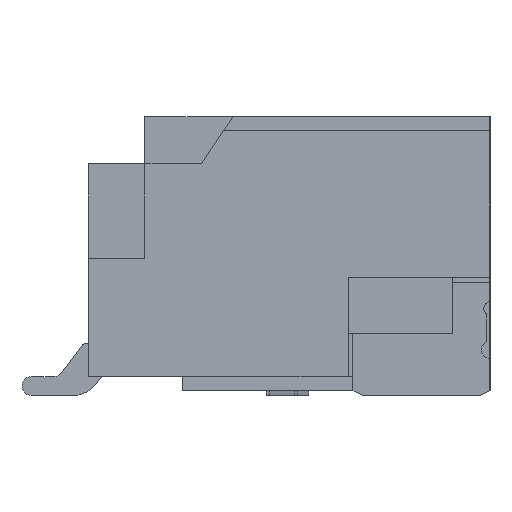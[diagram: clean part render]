
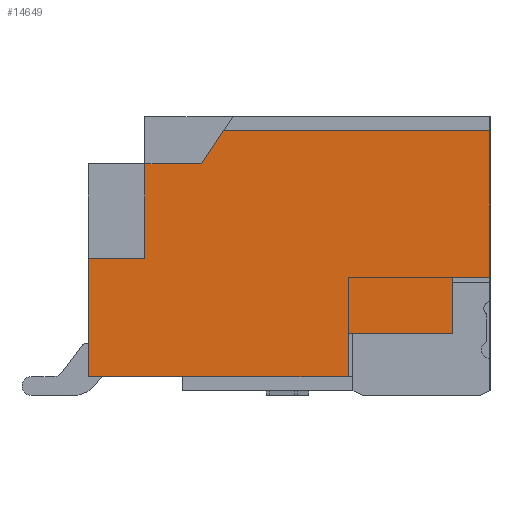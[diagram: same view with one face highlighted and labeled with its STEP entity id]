
A CAD part, left-side view. The second image highlights one B-rep face of the part: STEP entity #14649.
In plain terms, the highlighted planar face has unit normal (-1, 0, 0).
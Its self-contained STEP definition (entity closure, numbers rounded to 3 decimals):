
#405=PLANE('',#15522);
#1024=FACE_OUTER_BOUND('',#1790,.T.);
#1790=EDGE_LOOP('',(#11120,#11121,#11122,#11123,#11124,#11125,#11126,#11127,
#11128,#11129,#11130,#11131));
#3208=LINE('',#21553,#4893);
#3212=LINE('',#21561,#4897);
#3215=LINE('',#21567,#4900);
#3416=LINE('',#21966,#5101);
#3418=LINE('',#21972,#5103);
#3424=LINE('',#21984,#5109);
#3426=LINE('',#21987,#5111);
#3431=LINE('',#21997,#5116);
#3433=LINE('',#22002,#5118);
#3437=LINE('',#22010,#5122);
#3438=LINE('',#22011,#5123);
#3439=LINE('',#22012,#5124);
#4893=VECTOR('',#17565,1.);
#4897=VECTOR('',#17571,1.);
#4900=VECTOR('',#17576,1.);
#5101=VECTOR('',#17911,1.);
#5103=VECTOR('',#17915,1.);
#5109=VECTOR('',#17925,1.);
#5111=VECTOR('',#17929,1.);
#5116=VECTOR('',#17938,1.);
#5118=VECTOR('',#17942,1.);
#5122=VECTOR('',#17948,1.);
#5123=VECTOR('',#17949,1.);
#5124=VECTOR('',#17950,1.);
#6424=VERTEX_POINT('',#21550);
#6425=VERTEX_POINT('',#21552);
#6428=VERTEX_POINT('',#21560);
#6430=VERTEX_POINT('',#21566);
#6561=VERTEX_POINT('',#21964);
#6562=VERTEX_POINT('',#21968);
#6564=VERTEX_POINT('',#21971);
#6568=VERTEX_POINT('',#21983);
#6571=VERTEX_POINT('',#21996);
#6572=VERTEX_POINT('',#22000);
#6573=VERTEX_POINT('',#22001);
#6576=VERTEX_POINT('',#22009);
#8014=EDGE_CURVE('',#6424,#6425,#3208,.T.);
#8018=EDGE_CURVE('',#6425,#6428,#3212,.T.);
#8021=EDGE_CURVE('',#6430,#6428,#3215,.T.);
#8222=EDGE_CURVE('',#6424,#6561,#3416,.T.);
#8224=EDGE_CURVE('',#6564,#6562,#3418,.T.);
#8230=EDGE_CURVE('',#6568,#6564,#3424,.T.);
#8232=EDGE_CURVE('',#6561,#6568,#3426,.T.);
#8237=EDGE_CURVE('',#6571,#6562,#3431,.T.);
#8239=EDGE_CURVE('',#6572,#6573,#3433,.T.);
#8243=EDGE_CURVE('',#6576,#6430,#3437,.T.);
#8244=EDGE_CURVE('',#6571,#6573,#3438,.T.);
#8245=EDGE_CURVE('',#6572,#6576,#3439,.T.);
#11120=ORIENTED_EDGE('',*,*,#8243,.T.);
#11121=ORIENTED_EDGE('',*,*,#8021,.T.);
#11122=ORIENTED_EDGE('',*,*,#8018,.F.);
#11123=ORIENTED_EDGE('',*,*,#8014,.F.);
#11124=ORIENTED_EDGE('',*,*,#8222,.T.);
#11125=ORIENTED_EDGE('',*,*,#8232,.T.);
#11126=ORIENTED_EDGE('',*,*,#8230,.T.);
#11127=ORIENTED_EDGE('',*,*,#8224,.T.);
#11128=ORIENTED_EDGE('',*,*,#8237,.F.);
#11129=ORIENTED_EDGE('',*,*,#8244,.T.);
#11130=ORIENTED_EDGE('',*,*,#8239,.F.);
#11131=ORIENTED_EDGE('',*,*,#8245,.T.);
#14649=ADVANCED_FACE('',(#1024),#405,.T.);
#15522=AXIS2_PLACEMENT_3D('',#22008,#17946,#17947);
#17565=DIRECTION('',(0.,0.,1.));
#17571=DIRECTION('',(0.,-1.,0.));
#17576=DIRECTION('',(0.,0.,-1.));
#17911=DIRECTION('',(0.,-1.,0.));
#17915=DIRECTION('',(0.,0.,1.));
#17925=DIRECTION('',(0.,-1.,0.));
#17929=DIRECTION('',(0.,0.,1.));
#17938=DIRECTION('',(0.,1.,0.));
#17942=DIRECTION('',(0.,-1.,0.));
#17946=DIRECTION('center_axis',(-1.,0.,0.));
#17947=DIRECTION('ref_axis',(0.,-1.,0.));
#17948=DIRECTION('',(0.,1.,0.));
#17949=DIRECTION('',(0.,0.,1.));
#17950=DIRECTION('',(0.,0.554,-0.832));
#21550=CARTESIAN_POINT('',(-7.,1.668,0.2));
#21552=CARTESIAN_POINT('',(-7.,1.668,1.45));
#21553=CARTESIAN_POINT('',(-7.,1.668,0.2));
#21560=CARTESIAN_POINT('',(-7.,1.068,1.45));
#21561=CARTESIAN_POINT('',(-7.,1.668,1.45));
#21566=CARTESIAN_POINT('',(-7.,1.068,2.45));
#21567=CARTESIAN_POINT('',(-7.,1.068,2.45));
#21964=CARTESIAN_POINT('',(-7.,-1.082,0.2));
#21966=CARTESIAN_POINT('',(-7.,1.668,0.2));
#21968=CARTESIAN_POINT('',(-7.,-2.182,1.25));
#21971=CARTESIAN_POINT('',(-7.,-2.182,0.65));
#21972=CARTESIAN_POINT('',(-7.,-2.182,0.65));
#21983=CARTESIAN_POINT('',(-7.,-1.082,0.65));
#21984=CARTESIAN_POINT('',(-7.,-1.082,0.65));
#21987=CARTESIAN_POINT('',(-7.,-1.082,0.2));
#21996=CARTESIAN_POINT('',(-7.,-2.582,1.25));
#21997=CARTESIAN_POINT('',(-7.,-2.582,1.25));
#22000=CARTESIAN_POINT('',(-7.,0.235,2.8));
#22001=CARTESIAN_POINT('',(-7.,-2.582,2.8));
#22002=CARTESIAN_POINT('',(-7.,0.235,2.8));
#22008=CARTESIAN_POINT('Origin',(-7.,1.668,0.05));
#22009=CARTESIAN_POINT('',(-7.,0.468,2.45));
#22010=CARTESIAN_POINT('',(-7.,0.468,2.45));
#22011=CARTESIAN_POINT('',(-7.,-2.582,1.25));
#22012=CARTESIAN_POINT('',(-7.,0.235,2.8));
